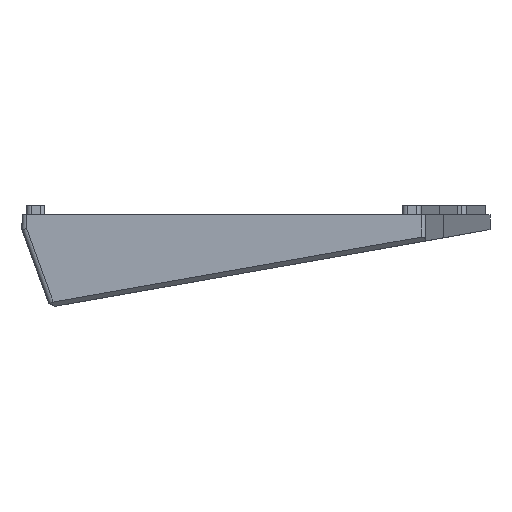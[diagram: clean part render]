
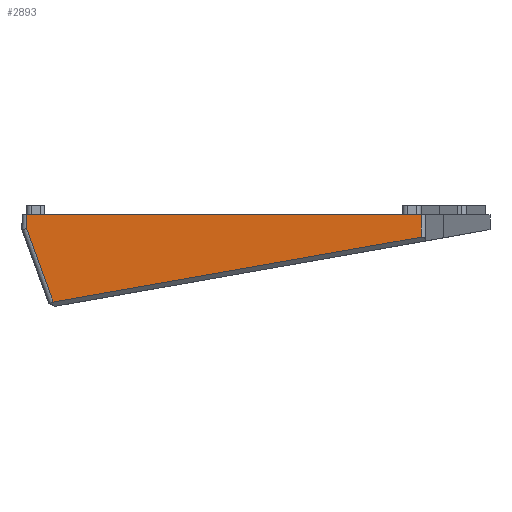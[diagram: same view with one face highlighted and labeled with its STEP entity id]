
A CAD part, left-side view. The second image highlights one B-rep face of the part: STEP entity #2893.
In plain terms, the highlighted planar face has unit normal (-1, 0, 0).
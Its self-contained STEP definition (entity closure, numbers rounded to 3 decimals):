
#249=LINE('',#4722,#492);
#285=LINE('',#4859,#528);
#289=LINE('',#4869,#532);
#293=LINE('',#4880,#536);
#294=LINE('',#4883,#537);
#492=VECTOR('',#3461,10.);
#528=VECTOR('',#3575,10.);
#532=VECTOR('',#3585,10.);
#536=VECTOR('',#3595,10.);
#537=VECTOR('',#3600,10.);
#743=PLANE('',#3218);
#904=FACE_OUTER_BOUND('',#1105,.T.);
#1105=EDGE_LOOP('',(#2714,#2715,#2716,#2717,#2718));
#1326=VERTEX_POINT('',#4719);
#1327=VERTEX_POINT('',#4721);
#1389=VERTEX_POINT('',#4858);
#1392=VERTEX_POINT('',#4868);
#1396=VERTEX_POINT('',#4879);
#1629=EDGE_CURVE('',#1326,#1327,#249,.F.);
#1700=EDGE_CURVE('',#1327,#1389,#285,.T.);
#1705=EDGE_CURVE('',#1389,#1392,#289,.T.);
#1711=EDGE_CURVE('',#1392,#1396,#293,.T.);
#1713=EDGE_CURVE('',#1396,#1326,#294,.T.);
#2714=ORIENTED_EDGE('',*,*,#1700,.F.);
#2715=ORIENTED_EDGE('',*,*,#1629,.F.);
#2716=ORIENTED_EDGE('',*,*,#1713,.F.);
#2717=ORIENTED_EDGE('',*,*,#1711,.F.);
#2718=ORIENTED_EDGE('',*,*,#1705,.F.);
#2893=ADVANCED_FACE('',(#904),#743,.T.);
#3218=AXIS2_PLACEMENT_3D('',#6689,#4077,#4078);
#3461=DIRECTION('',(0.,1.,0.));
#3575=DIRECTION('',(0.,0.,-1.));
#3585=DIRECTION('',(0.,0.985,-0.174));
#3595=DIRECTION('',(0.,0.342,0.94));
#3600=DIRECTION('',(0.,0.,1.));
#4077=DIRECTION('center_axis',(-1.,0.,0.));
#4078=DIRECTION('ref_axis',(0.,-1.,0.));
#4719=CARTESIAN_POINT('',(-3.001,0.238,3.25));
#4721=CARTESIAN_POINT('',(-3.001,-85.963,3.25));
#4722=CARTESIAN_POINT('',(-3.001,-24.329,3.25));
#4858=CARTESIAN_POINT('',(-3.001,-85.963,-1.641));
#4859=CARTESIAN_POINT('',(-3.001,-85.963,0.));
#4868=CARTESIAN_POINT('',(-3.001,-5.583,-15.814));
#4869=CARTESIAN_POINT('',(-3.001,-51.264,-7.76));
#4879=CARTESIAN_POINT('',(-3.001,0.238,0.176));
#4880=CARTESIAN_POINT('',(-3.001,-2.786,-8.13));
#4883=CARTESIAN_POINT('',(-3.001,0.238,0.));
#6689=CARTESIAN_POINT('Origin',(-3.001,1.238,0.));
